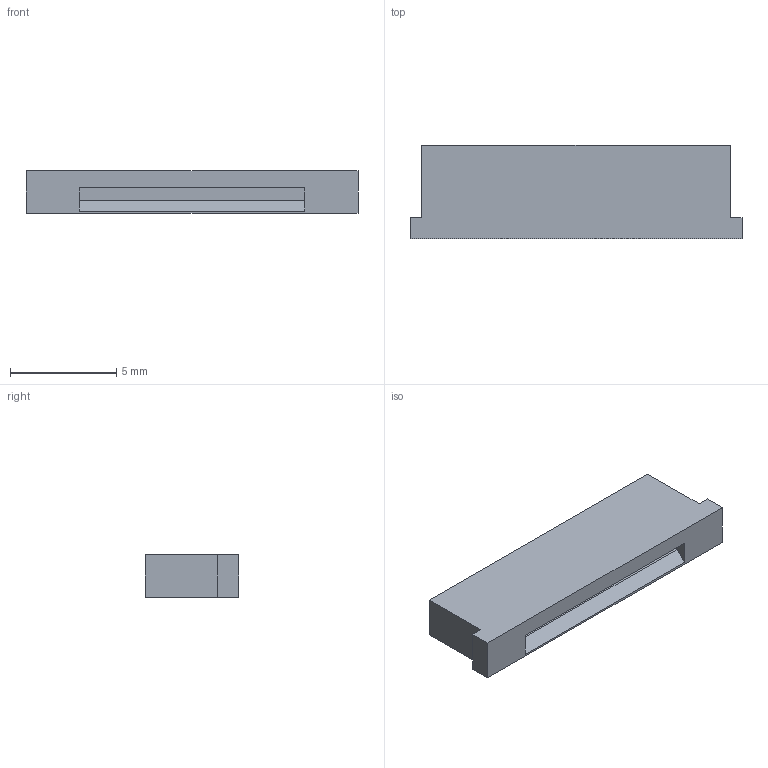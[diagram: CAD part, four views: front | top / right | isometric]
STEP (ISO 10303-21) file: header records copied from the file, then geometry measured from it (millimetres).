
FILE_DESCRIPTION(('FreeCAD Model'),'2;1');
FILE_NAME('Open CASCADE Shape Model','2022-05-18T20:59:37',('Author'),( ''),'Open CASCADE STEP processor 7.5','FreeCAD','Unknown');
FILE_SCHEMA(('AUTOMOTIVE_DESIGN { 1 0 10303 214 1 1 1 1 }'));
Length unit declared in the file: millimetre
Products named in the file (1): Body
Bounding box: 15.6 x 4.4 x 2 mm (x, y, z)
Volume: 109.4 mm3; surface area: 274.1 mm2
Topology: 1 solids, 1 shells, 16 faces, 41 edges, 28 vertices
Faces by surface type: plane 16
Entity records: 1036 total; most frequent: CARTESIAN_POINT 168, DIRECTION 157, LINE 123, VECTOR 123, ORIENTED_EDGE 82, PCURVE 82, DEFINITIONAL_REPRESENTATION 82, EDGE_CURVE 41
